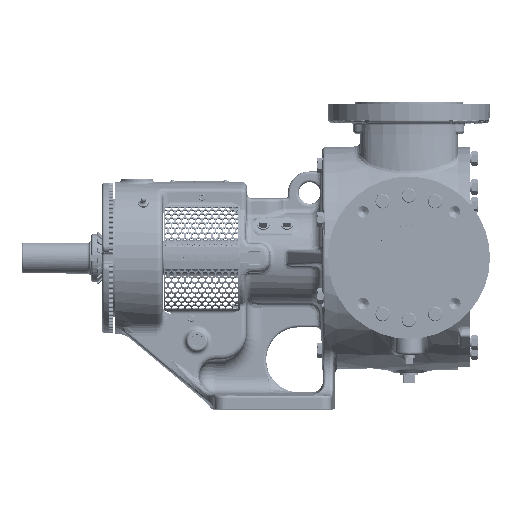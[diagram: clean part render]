
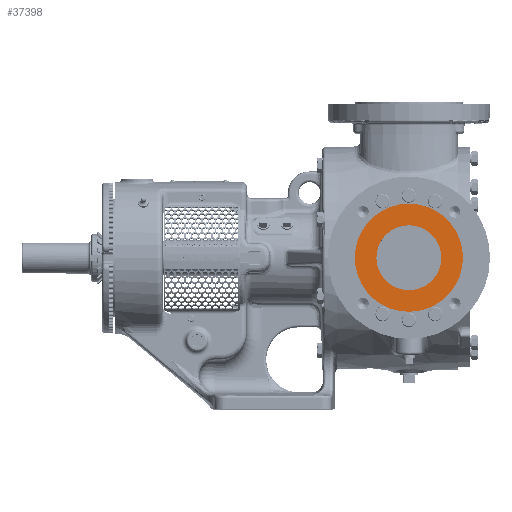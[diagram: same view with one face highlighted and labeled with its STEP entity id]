
A CAD part, top view. The second image highlights one B-rep face of the part: STEP entity #37398.
In plain terms, the highlighted planar face has unit normal (0, 0, 1).
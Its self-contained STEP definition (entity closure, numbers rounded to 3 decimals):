
#13066 = CARTESIAN_POINT ( 'NONE',  ( 84.963, 0., 182.563 ) ) ;
#35148 = DIRECTION ( 'NONE',  ( -1., 0., 0. ) ) ;
#37398 = ADVANCED_FACE ( 'Defeatured_0_871', ( #105375, #167951 ), #320239, .T. ) ;
#42306 = DIRECTION ( 'NONE',  ( -1., 0., 0. ) ) ;
#43493 = DIRECTION ( 'NONE',  ( 0., 0., -1. ) ) ;
#45091 = DIRECTION ( 'NONE',  ( 0., 0., -1. ) ) ;
#63749 = EDGE_LOOP ( 'NONE', ( #296282, #131412 ) ) ;
#80182 = CARTESIAN_POINT ( 'NONE',  ( 84.963, 0., 182.563 ) ) ;
#83101 = CARTESIAN_POINT ( 'NONE',  ( 84.963, 0., 182.563 ) ) ;
#84288 = EDGE_LOOP ( 'NONE', ( #240042, #383746 ) ) ;
#85029 = AXIS2_PLACEMENT_3D ( 'NONE', #13066, #188988, #42306 ) ;
#99275 = EDGE_CURVE ( 'NONE', #238594, #325302, #184436, .T. ) ;
#105375 = FACE_BOUND ( 'NONE', #84288, .T. ) ;
#108575 = DIRECTION ( 'NONE',  ( -1., 0., 0. ) ) ;
#109506 = DIRECTION ( 'NONE',  ( -1., 0., 0. ) ) ;
#109618 = AXIS2_PLACEMENT_3D ( 'NONE', #80182, #45091, #109506 ) ;
#131412 = ORIENTED_EDGE ( 'NONE', *, *, #146002, .F. ) ;
#146002 = EDGE_CURVE ( 'NONE', #325302, #238594, #352581, .T. ) ;
#167951 = FACE_OUTER_BOUND ( 'NONE', #63749, .T. ) ;
#184250 = AXIS2_PLACEMENT_3D ( 'NONE', #311189, #43493, #35148 ) ;
#184436 = CIRCLE ( 'NONE', #109618, 63.5 ) ;
#186826 = CARTESIAN_POINT ( 'NONE',  ( 148.463, 0., 182.563 ) ) ;
#188988 = DIRECTION ( 'NONE',  ( 0., 0., -1. ) ) ;
#190231 = VERTEX_POINT ( 'NONE', #222763 ) ;
#195363 = DIRECTION ( 'NONE',  ( 1., 0., 0. ) ) ;
#197264 = DIRECTION ( 'NONE',  ( 0., 0., 1. ) ) ;
#204337 = DIRECTION ( 'NONE',  ( 0., 0., -1. ) ) ;
#222166 = AXIS2_PLACEMENT_3D ( 'NONE', #83101, #204337, #108575 ) ;
#222763 = CARTESIAN_POINT ( 'NONE',  ( 123.063, 0., 182.563 ) ) ;
#233463 = AXIS2_PLACEMENT_3D ( 'NONE', #349498, #197264, #195363 ) ;
#238594 = VERTEX_POINT ( 'NONE', #255086 ) ;
#240042 = ORIENTED_EDGE ( 'NONE', *, *, #358526, .T. ) ;
#241306 = CIRCLE ( 'NONE', #85029, 38.1 ) ;
#255086 = CARTESIAN_POINT ( 'NONE',  ( 21.463, 0., 182.563 ) ) ;
#284215 = EDGE_CURVE ( 'NONE', #190231, #303568, #241306, .T. ) ;
#296282 = ORIENTED_EDGE ( 'NONE', *, *, #99275, .F. ) ;
#303568 = VERTEX_POINT ( 'NONE', #348181 ) ;
#311189 = CARTESIAN_POINT ( 'NONE',  ( 84.963, 0., 182.563 ) ) ;
#320239 = PLANE ( 'NONE',  #233463 ) ;
#325302 = VERTEX_POINT ( 'NONE', #186826 ) ;
#348181 = CARTESIAN_POINT ( 'NONE',  ( 46.863, 0., 182.563 ) ) ;
#349498 = CARTESIAN_POINT ( 'NONE',  ( 84.963, 63.5, 182.563 ) ) ;
#352581 = CIRCLE ( 'NONE', #184250, 63.5 ) ;
#358526 = EDGE_CURVE ( 'NONE', #303568, #190231, #365744, .T. ) ;
#365744 = CIRCLE ( 'NONE', #222166, 38.1 ) ;
#383746 = ORIENTED_EDGE ( 'NONE', *, *, #284215, .T. ) ;
